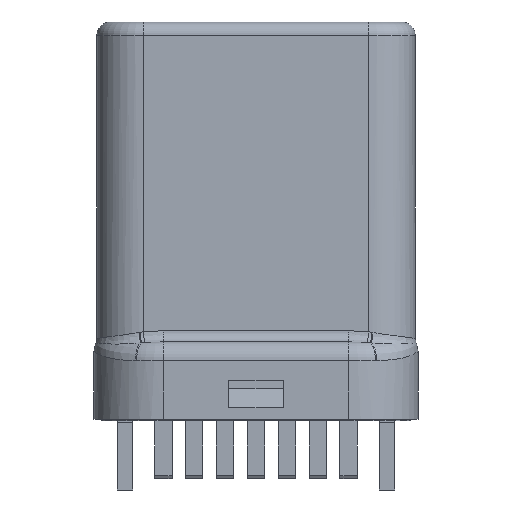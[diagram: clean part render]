
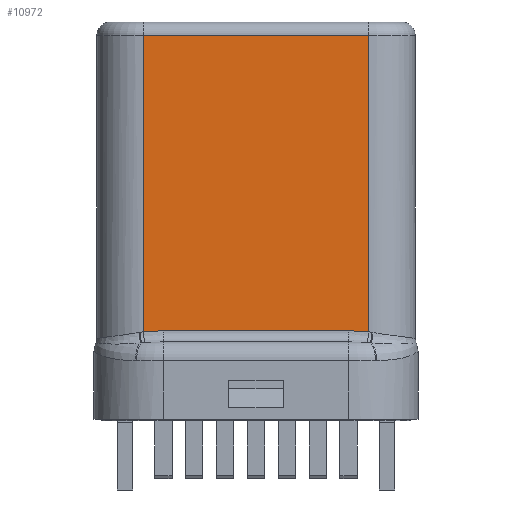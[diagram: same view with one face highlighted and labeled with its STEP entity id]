
A CAD part, front view. The second image highlights one B-rep face of the part: STEP entity #10972.
In plain terms, the highlighted planar face has unit normal (0, -1, 0).
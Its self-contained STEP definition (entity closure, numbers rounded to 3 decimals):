
#1646=DIRECTION('',(1.,0.,0.));
#1647=VECTOR('',#1646,4.8);
#1648=CARTESIAN_POINT('',(-2.4,0.4,
2.33));
#1649=LINE('',#1648,#1647);
#1741=CARTESIAN_POINT('',(2.925,0.4,2.301));
#1743=DIRECTION('',(0.,0.,1.));
#1744=VECTOR('',#1743,7.679);
#1745=CARTESIAN_POINT('',(2.925,0.4,2.301));
#1746=LINE('',#1745,#1744);
#1761=DIRECTION('',(0.,0.,-1.));
#1762=VECTOR('',#1761,7.679);
#1763=CARTESIAN_POINT('',(-2.925,0.4,9.98));
#1764=LINE('',#1763,#1762);
#1821=CARTESIAN_POINT('',(2.925,0.4,2.301));
#1822=CARTESIAN_POINT('',(2.87,0.4,2.308));
#1823=CARTESIAN_POINT('',(2.758,0.4,2.319));
#1824=CARTESIAN_POINT('',(2.583,0.4,2.328));
#1825=CARTESIAN_POINT('',(2.462,0.4,2.33));
#1826=CARTESIAN_POINT('',(2.4,0.4,2.33));
#1828=CARTESIAN_POINT('',(-2.4,0.4,
2.33));
#1829=CARTESIAN_POINT('',(-2.466,0.4,
2.33));
#1830=CARTESIAN_POINT('',(-2.592,0.4,
2.327));
#1831=CARTESIAN_POINT('',(-2.768,0.4,
2.318));
#1832=CARTESIAN_POINT('',(-2.874,0.4,
2.307));
#1833=CARTESIAN_POINT('',(-2.925,0.4,
2.301));
#1835=DIRECTION('',(-1.,0.,0.));
#1836=VECTOR('',#1835,5.85);
#1837=CARTESIAN_POINT('',(2.925,0.4,9.98));
#1838=LINE('',#1837,#1836);
#7766=CARTESIAN_POINT('',(2.925,0.4,9.98));
#7767=VERTEX_POINT('',#7766);
#7775=VERTEX_POINT('',#1741);
#7781=CARTESIAN_POINT('',(-2.925,0.4,9.98));
#7782=CARTESIAN_POINT('',(-2.925,0.4,
2.301));
#7783=VERTEX_POINT('',#7781);
#7784=VERTEX_POINT('',#7782);
#7792=VERTEX_POINT('',#1826);
#7793=CARTESIAN_POINT('',(-2.4,0.4,
2.33));
#7794=VERTEX_POINT('',#7793);
#10958=CARTESIAN_POINT('',(2.925,0.4,2.055));
#10959=DIRECTION('',(0.,1.,0.));
#10960=DIRECTION('',(1.,0.,0.));
#10961=AXIS2_PLACEMENT_3D('',#10958,#10959,#10960);
#10962=PLANE('',#10961);
#10963=ORIENTED_EDGE('',*,*,#10904,.F.);
#10964=ORIENTED_EDGE('',*,*,#10656,.T.);
#10965=ORIENTED_EDGE('',*,*,#10610,.F.);
#10966=ORIENTED_EDGE('',*,*,#10596,.T.);
#10967=ORIENTED_EDGE('',*,*,#10937,.F.);
#10969=ORIENTED_EDGE('',*,*,#10968,.F.);
#10970=EDGE_LOOP('',(#10963,#10964,#10965,#10966,#10967,#10969));
#10971=FACE_OUTER_BOUND('',#10970,.F.);
#10972=ADVANCED_FACE('',(#10971),#10962,.F.);
#1827=B_SPLINE_CURVE_WITH_KNOTS('',3,(#1821,#1822,#1823,#1824,#1825,#1826),
.UNSPECIFIED.,.F.,.F.,(4,1,1,4),(0.,0.333,0.667,1.),
.UNSPECIFIED.);
#1834=B_SPLINE_CURVE_WITH_KNOTS('',3,(#1828,#1829,#1830,#1831,#1832,#1833),
.UNSPECIFIED.,.F.,.F.,(4,1,1,4),(0.,0.333,0.667,1.),
.UNSPECIFIED.);
#10596=EDGE_CURVE('',#7794,#7784,#1834,.T.);
#10610=EDGE_CURVE('',#7794,#7792,#1649,.T.);
#10656=EDGE_CURVE('',#7775,#7792,#1827,.T.);
#10904=EDGE_CURVE('',#7775,#7767,#1746,.T.);
#10937=EDGE_CURVE('',#7783,#7784,#1764,.T.);
#10968=EDGE_CURVE('',#7767,#7783,#1838,.T.);
